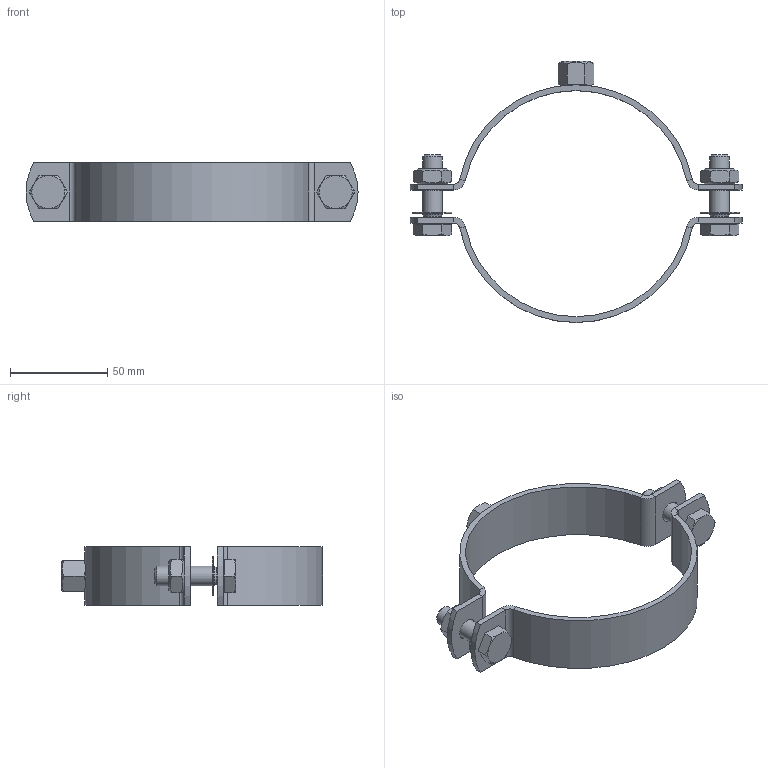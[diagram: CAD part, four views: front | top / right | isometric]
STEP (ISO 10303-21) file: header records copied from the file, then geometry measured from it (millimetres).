
FILE_DESCRIPTION((''),'2;1');
FILE_NAME('124814.stp','2011-08-10T10:47:57',('DMK009'),(''),'Autodesk Inventor 2012','Autodesk Inventor 2012','');
FILE_SCHEMA(('AUTOMOTIVE_DESIGN { 1 0 10303 214 1 1 1 1 }'));
Length unit declared in the file: millimetre
Products named in the file (1): 124814
Bounding box: 170.4 x 134 x 30 mm (x, y, z)
Volume: 51331.4 mm3; surface area: 34776.5 mm2
Topology: 1 solids, 1 shells, 133 faces, 287 edges, 175 vertices
Faces by surface type: plane 75, cylinder 33, cone 23, sphere 2
Full cylindrical faces by diameter (mm): 8.376 x1, 9.188 x2, 10 x6, 11 x4, 15.4 x2, 20 x2
Entity records: 3450 total; most frequent: CARTESIAN_POINT 693, DIRECTION 558, ORIENTED_EDGE 500, EDGE_CURVE 250, AXIS2_PLACEMENT_3D 230, EDGE_LOOP 182, VERTEX_POINT 166, FACE_OUTER_BOUND 133
